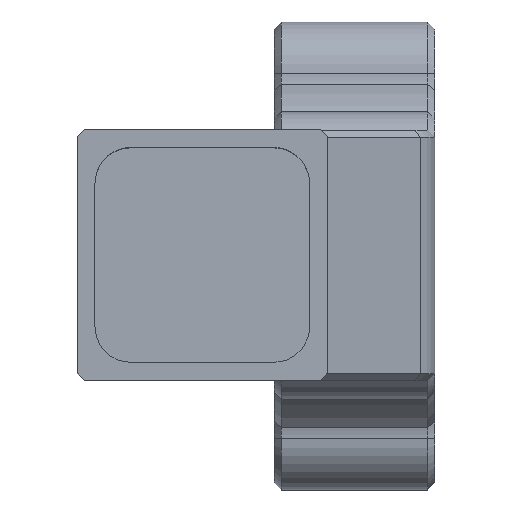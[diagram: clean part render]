
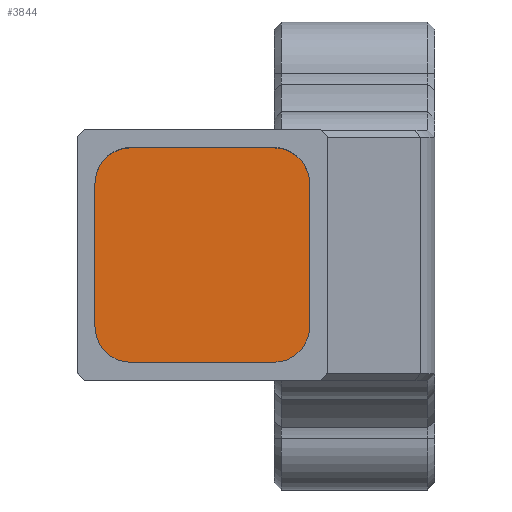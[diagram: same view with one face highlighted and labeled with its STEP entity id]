
A CAD part, top view. The second image highlights one B-rep face of the part: STEP entity #3844.
In plain terms, the highlighted planar face has unit normal (0, 0, 1).
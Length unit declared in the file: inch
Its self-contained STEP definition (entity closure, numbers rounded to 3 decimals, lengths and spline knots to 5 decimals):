
#2 = CIRCLE ( 'NONE', #1998, 0.25 ) ;
#40 = CARTESIAN_POINT ( 'NONE',  ( 0.375, 1.625, 0. ) ) ;
#50 = CARTESIAN_POINT ( 'NONE',  ( 0., 0., 0. ) ) ;
#73 = CARTESIAN_POINT ( 'NONE',  ( 1.375, 1.625, 0. ) ) ;
#150 = EDGE_CURVE ( 'NONE', #4161, #235, #985, .T. ) ;
#235 = VERTEX_POINT ( 'NONE', #73 ) ;
#535 = CARTESIAN_POINT ( 'NONE',  ( 0.375, 0.375, 0. ) ) ;
#566 = EDGE_CURVE ( 'NONE', #3569, #3412, #4790, .T. ) ;
#609 = AXIS2_PLACEMENT_3D ( 'NONE', #50, #1779, #4832 ) ;
#682 = ORIENTED_EDGE ( 'NONE', *, *, #972, .T. ) ;
#693 = ORIENTED_EDGE ( 'NONE', *, *, #2768, .F. ) ;
#898 = AXIS2_PLACEMENT_3D ( 'NONE', #4561, #4133, #1405 ) ;
#972 = EDGE_CURVE ( 'NONE', #4161, #3135, #4961, .T. ) ;
#985 = LINE ( 'NONE', #4909, #4158 ) ;
#1073 = ORIENTED_EDGE ( 'NONE', *, *, #4610, .T. ) ;
#1105 = VERTEX_POINT ( 'NONE', #4452 ) ;
#1109 = CIRCLE ( 'NONE', #1831, 0.25 ) ;
#1135 = VERTEX_POINT ( 'NONE', #4208 ) ;
#1328 = EDGE_CURVE ( 'NONE', #1135, #235, #2, .T. ) ;
#1333 = CARTESIAN_POINT ( 'NONE',  ( 1.375, 0.125, 0. ) ) ;
#1405 = DIRECTION ( 'NONE',  ( 1., 0., 0. ) ) ;
#1465 = EDGE_CURVE ( 'NONE', #1556, #3569, #4615, .T. ) ;
#1475 = DIRECTION ( 'NONE',  ( 0., 0., 1. ) ) ;
#1556 = VERTEX_POINT ( 'NONE', #2921 ) ;
#1706 = VECTOR ( 'NONE', #4334, 39.37008 ) ;
#1725 = CARTESIAN_POINT ( 'NONE',  ( 0.125, 0.125, 0. ) ) ;
#1779 = DIRECTION ( 'NONE',  ( 0., 0., 1. ) ) ;
#1831 = AXIS2_PLACEMENT_3D ( 'NONE', #535, #3081, #4834 ) ;
#1998 = AXIS2_PLACEMENT_3D ( 'NONE', #2381, #2073, #5088 ) ;
#2071 = DIRECTION ( 'NONE',  ( 1., 0., 0. ) ) ;
#2073 = DIRECTION ( 'NONE',  ( 0., 0., 1. ) ) ;
#2094 = ORIENTED_EDGE ( 'NONE', *, *, #1328, .T. ) ;
#2179 = PLANE ( 'NONE',  #609 ) ;
#2255 = FACE_OUTER_BOUND ( 'NONE', #4638, .T. ) ;
#2381 = CARTESIAN_POINT ( 'NONE',  ( 1.375, 1.375, 0. ) ) ;
#2717 = DIRECTION ( 'NONE',  ( 1., 0., 0. ) ) ;
#2768 = EDGE_CURVE ( 'NONE', #1105, #3135, #5591, .T. ) ;
#2921 = CARTESIAN_POINT ( 'NONE',  ( 0.375, 0.125, 0. ) ) ;
#2987 = VECTOR ( 'NONE', #2071, 39.37008 ) ;
#3081 = DIRECTION ( 'NONE',  ( 0., 0., 1. ) ) ;
#3135 = VERTEX_POINT ( 'NONE', #5595 ) ;
#3157 = EDGE_CURVE ( 'NONE', #1105, #1556, #1109, .T. ) ;
#3168 = ORIENTED_EDGE ( 'NONE', *, *, #1465, .T. ) ;
#3246 = AXIS2_PLACEMENT_3D ( 'NONE', #5193, #1475, #2717 ) ;
#3317 = ORIENTED_EDGE ( 'NONE', *, *, #566, .T. ) ;
#3412 = VERTEX_POINT ( 'NONE', #3563 ) ;
#3447 = DIRECTION ( 'NONE',  ( 0., 1., 0. ) ) ;
#3459 = ORIENTED_EDGE ( 'NONE', *, *, #3157, .T. ) ;
#3540 = LINE ( 'NONE', #3936, #1706 ) ;
#3563 = CARTESIAN_POINT ( 'NONE',  ( 1.625, 0.375, 0. ) ) ;
#3569 = VERTEX_POINT ( 'NONE', #1333 ) ;
#3677 = CARTESIAN_POINT ( 'NONE',  ( 0.125, 0.125, 0. ) ) ;
#3844 = ADVANCED_FACE ( 'NONE', ( #2255 ), #2179, .T. ) ;
#3936 = CARTESIAN_POINT ( 'NONE',  ( 1.625, 0.125, 0. ) ) ;
#4133 = DIRECTION ( 'NONE',  ( 0., 0., 1. ) ) ;
#4158 = VECTOR ( 'NONE', #5270, 39.37008 ) ;
#4161 = VERTEX_POINT ( 'NONE', #40 ) ;
#4208 = CARTESIAN_POINT ( 'NONE',  ( 1.625, 1.375, 0. ) ) ;
#4334 = DIRECTION ( 'NONE',  ( 0., 1., 0. ) ) ;
#4452 = CARTESIAN_POINT ( 'NONE',  ( 0.125, 0.375, 0. ) ) ;
#4561 = CARTESIAN_POINT ( 'NONE',  ( 1.375, 0.375, 0. ) ) ;
#4610 = EDGE_CURVE ( 'NONE', #3412, #1135, #3540, .T. ) ;
#4615 = LINE ( 'NONE', #3677, #2987 ) ;
#4638 = EDGE_LOOP ( 'NONE', ( #1073, #2094, #5089, #682, #693, #3459, #3168, #3317 ) ) ;
#4790 = CIRCLE ( 'NONE', #898, 0.25 ) ;
#4832 = DIRECTION ( 'NONE',  ( 1., 0., 0. ) ) ;
#4834 = DIRECTION ( 'NONE',  ( 1., 0., 0. ) ) ;
#4909 = CARTESIAN_POINT ( 'NONE',  ( 0.125, 1.625, 0. ) ) ;
#4949 = VECTOR ( 'NONE', #3447, 39.37008 ) ;
#4961 = CIRCLE ( 'NONE', #3246, 0.25 ) ;
#5088 = DIRECTION ( 'NONE',  ( 1., 0., 0. ) ) ;
#5089 = ORIENTED_EDGE ( 'NONE', *, *, #150, .F. ) ;
#5193 = CARTESIAN_POINT ( 'NONE',  ( 0.375, 1.375, 0. ) ) ;
#5270 = DIRECTION ( 'NONE',  ( 1., 0., 0. ) ) ;
#5591 = LINE ( 'NONE', #1725, #4949 ) ;
#5595 = CARTESIAN_POINT ( 'NONE',  ( 0.125, 1.375, 0. ) ) ;
